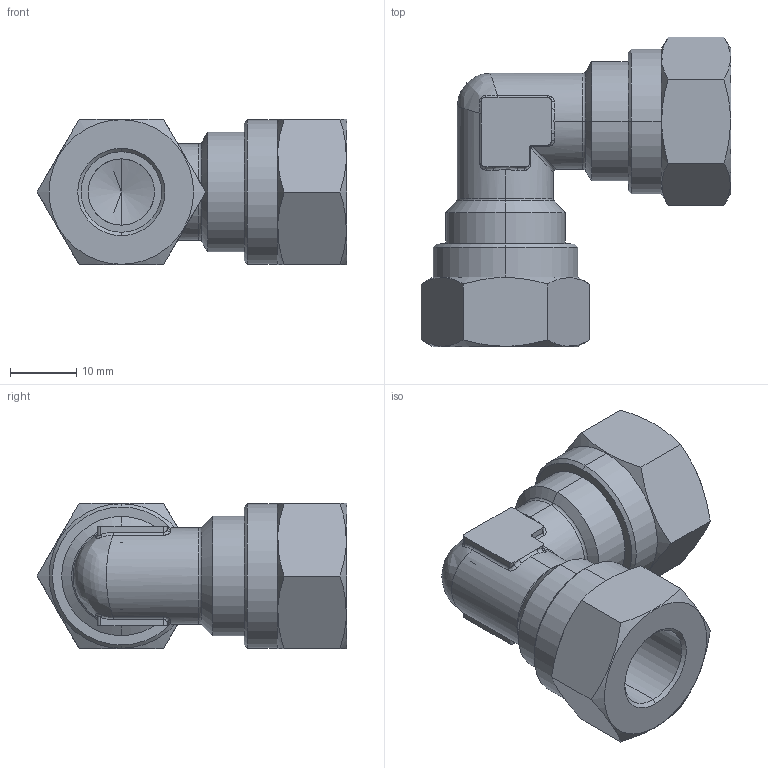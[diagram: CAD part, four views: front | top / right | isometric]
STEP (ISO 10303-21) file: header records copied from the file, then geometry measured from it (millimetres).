
FILE_DESCRIPTION (( 'STEP AP203' ), '1' );
FILE_NAME ('03070060.STEP', '2011-10-31T14:27:13', ( '' ), ( 'sopra-pneumatic' ), 'SwSTEP 2.0', 'SolidWorks 2011', '' );
FILE_SCHEMA (( 'CONFIG_CONTROL_DESIGN' ));
Length unit declared in the file: millimetre
Products named in the file (1): 03070060
Bounding box: 46.71 x 46.71 x 22 mm (x, y, z)
Volume: 12829.4 mm3; surface area: 7525.2 mm2
Topology: 1 solids, 1 shells, 144 faces, 337 edges, 193 vertices
Faces by surface type: cylinder 46, plane 36, cone 24, bspline 20, torus 12, sphere 6
Entity records: 4962 total; most frequent: CARTESIAN_POINT 1794, ORIENTED_EDGE 662, DIRECTION 636, EDGE_CURVE 331, AXIS2_PLACEMENT_3D 259, VERTEX_POINT 193, EDGE_LOOP 150, ADVANCED_FACE 144
